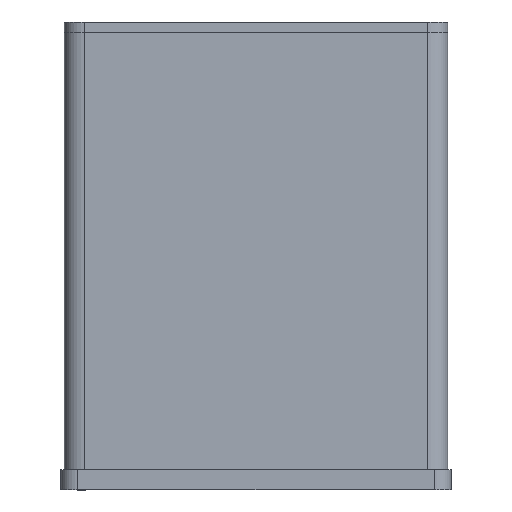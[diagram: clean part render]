
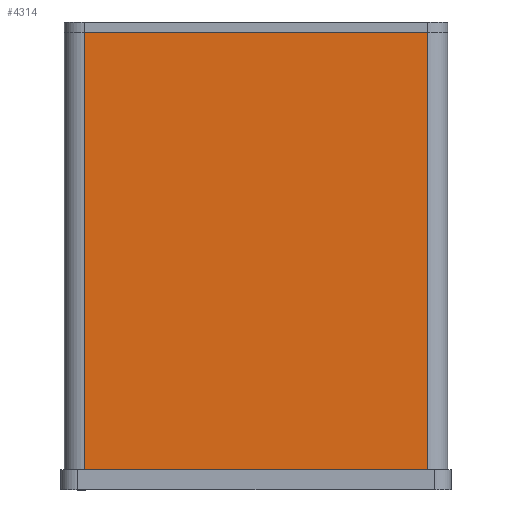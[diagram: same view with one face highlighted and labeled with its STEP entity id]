
A CAD part, top view. The second image highlights one B-rep face of the part: STEP entity #4314.
In plain terms, the highlighted planar face has unit normal (0, 0, 1).
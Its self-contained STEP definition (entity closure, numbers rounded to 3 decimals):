
#411=FACE_OUTER_BOUND('',#635,.T.);
#635=EDGE_LOOP('',(#3420,#3421,#3422,#3423));
#1092=LINE('',#6771,#1581);
#1093=LINE('',#6774,#1582);
#1094=LINE('',#6776,#1583);
#1095=LINE('',#6777,#1584);
#1581=VECTOR('',#5475,10.);
#1582=VECTOR('',#5478,10.);
#1583=VECTOR('',#5479,10.);
#1584=VECTOR('',#5480,10.);
#1995=VERTEX_POINT('',#6767);
#1996=VERTEX_POINT('',#6769);
#1997=VERTEX_POINT('',#6773);
#1998=VERTEX_POINT('',#6775);
#2525=EDGE_CURVE('',#1995,#1996,#1092,.T.);
#2526=EDGE_CURVE('',#1997,#1995,#1093,.T.);
#2527=EDGE_CURVE('',#1998,#1996,#1094,.T.);
#2528=EDGE_CURVE('',#1997,#1998,#1095,.T.);
#3420=ORIENTED_EDGE('',*,*,#2526,.T.);
#3421=ORIENTED_EDGE('',*,*,#2525,.T.);
#3422=ORIENTED_EDGE('',*,*,#2527,.F.);
#3423=ORIENTED_EDGE('',*,*,#2528,.F.);
#4138=PLANE('',#4633);
#4314=ADVANCED_FACE('',(#411),#4138,.T.);
#4633=AXIS2_PLACEMENT_3D('',#6772,#5476,#5477);
#5475=DIRECTION('',(1.,0.,0.));
#5476=DIRECTION('center_axis',(0.,0.,
1.));
#5477=DIRECTION('ref_axis',(0.,-1.,0.));
#5478=DIRECTION('',(0.,-1.,0.));
#5479=DIRECTION('',(0.,-1.,0.));
#5480=DIRECTION('',(1.,0.,0.));
#6767=CARTESIAN_POINT('',(-42.523,177.637,117.35));
#6769=CARTESIAN_POINT('',(87.477,177.637,117.35));
#6771=CARTESIAN_POINT('',(-42.523,177.637,117.35));
#6772=CARTESIAN_POINT('Origin',(-42.523,279.637,117.35));
#6773=CARTESIAN_POINT('',(-42.523,279.637,117.35));
#6774=CARTESIAN_POINT('',(-42.523,279.637,117.35));
#6775=CARTESIAN_POINT('',(87.477,279.637,117.35));
#6776=CARTESIAN_POINT('',(87.477,279.637,117.35));
#6777=CARTESIAN_POINT('',(-42.523,279.637,117.35));
